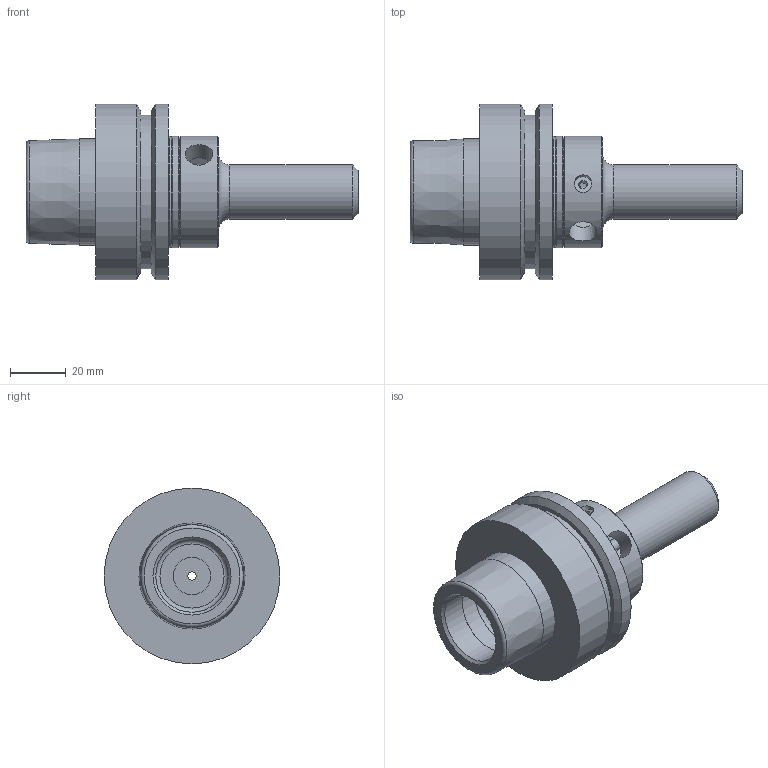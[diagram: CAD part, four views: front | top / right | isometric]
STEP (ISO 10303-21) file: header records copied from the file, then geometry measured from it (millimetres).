
FILE_DESCRIPTION(('HOOPS Exchange Step'),'2;1');
FILE_NAME('export-A8887249-B557-4A83-A32F-A3E72115F37B.stp','2023-11-21T13:41:58+01:00',('Gebruiker'),('Alibre'),'HOOPS Exchange 2022.0','Alibre','Unknown authorisation');
FILE_SCHEMA( ('AP242_MANAGED_MODEL_BASED_3D_ENGINEERING_MIM_LF {1 0 10303 442 1 1 4 }') );
Length unit declared in the file: millimetre
Products named in the file (1): 6385 HYDRO-GRIP PENCIL-12x50-HSK63F
Bounding box: 119 x 63 x 63 mm (x, y, z)
Surface area: 27167.2 mm2 (no closed solid volume)
Topology: 0 solids, 79 shells, 82 faces, 639 edges, 593 vertices
Faces by surface type: plane 29, cylinder 24, torus 13, cone 13, bspline 3
Full cylindrical faces by diameter (mm): 3 x1, 4.134 x1, 6.2 x1, 10 x1, 12 x4, 12.4 x1, 13.376 x1, 19.5 x1, 26 x2, 28 x1, 32 x1, 38.009 x1, 39.99 x3, 55 x1, 63 x2
Entity records: 28510 total; most frequent: CARTESIAN_POINT 24194, DIRECTION 706, ORIENTED_EDGE 687, EDGE_CURVE 639, VERTEX_POINT 593, AXIS2_PLACEMENT_3D 307, B_SPLINE_CURVE_WITH_KNOTS 307, CIRCLE 226
